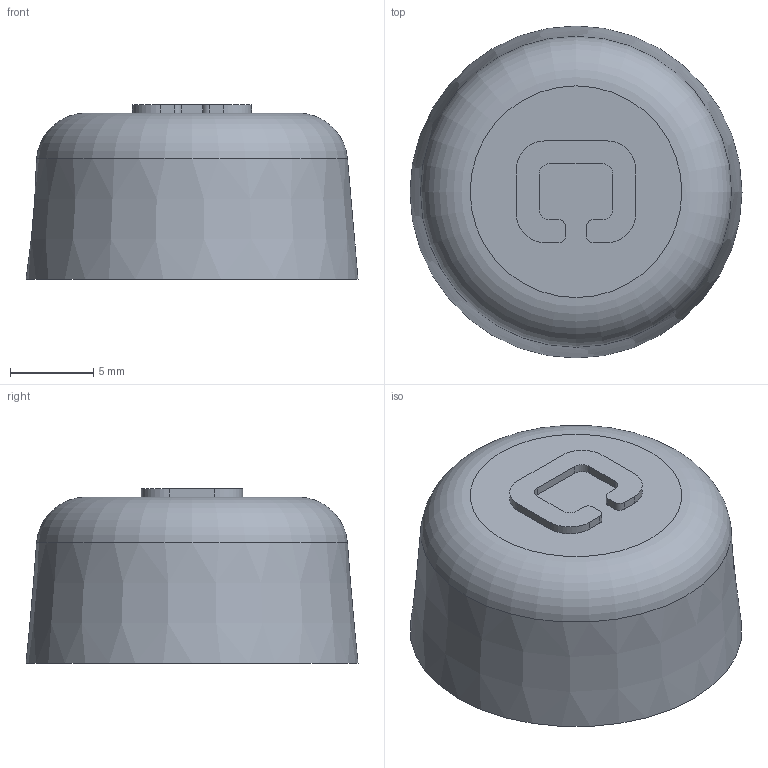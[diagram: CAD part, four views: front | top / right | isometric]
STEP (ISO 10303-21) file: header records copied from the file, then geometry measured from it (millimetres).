
FILE_DESCRIPTION(('STEP AP203'), '1');
FILE_NAME('382 Áóôåð ðåçèíîâûé', '', ('UNSPECIFIED'), ('UNSPECIFIED'), 'ASCON STEP Converter 1.3', 'ASCON Math Kernel', '');
FILE_SCHEMA(('CONFIG_CONTROL_DESIGN'));
Length unit declared in the file: millimetre
Products named in the file (1): 382
Bounding box: 20 x 20 x 10.5 mm (x, y, z)
Volume: 2180.2 mm3; surface area: 1458.6 mm2
Topology: 1 solids, 1 shells, 35 faces, 87 edges, 57 vertices
Faces by surface type: plane 17, cylinder 14, torus 3, cone 1
Full cylindrical faces by diameter (mm): 11.5 x1, 15.5 x1
Entity records: 1344 total; most frequent: DIRECTION 186, CARTESIAN_POINT 174, ORIENTED_EDGE 162, EDGE_CURVE 81, AXIS2_PLACEMENT_3D 69, VERTEX_POINT 57, LINE 48, VECTOR 48
